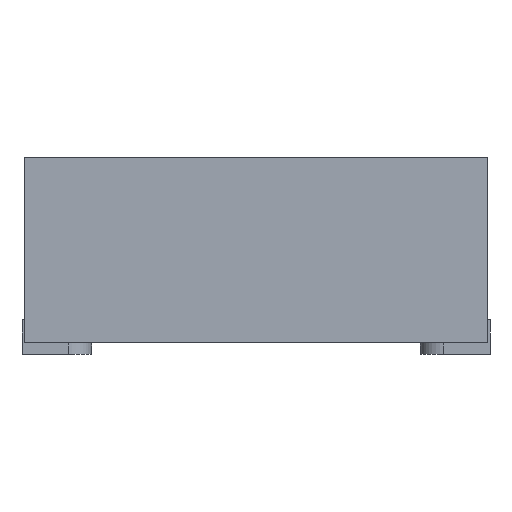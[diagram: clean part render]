
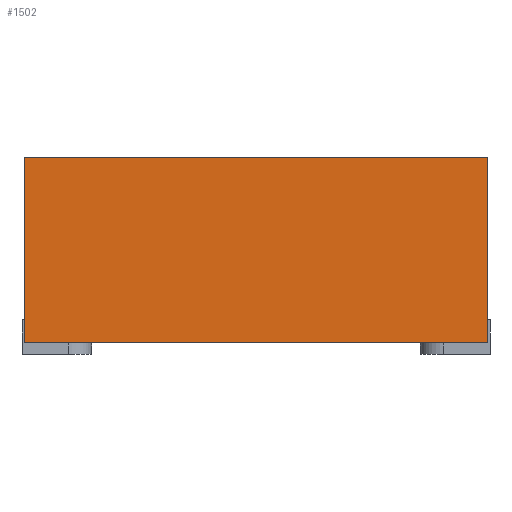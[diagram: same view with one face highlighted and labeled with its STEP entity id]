
A CAD part, front view. The second image highlights one B-rep face of the part: STEP entity #1502.
In plain terms, the highlighted planar face has unit normal (0, -1, 0).
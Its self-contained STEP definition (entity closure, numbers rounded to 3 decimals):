
#163 = CARTESIAN_POINT ( 'NONE',  ( 1., -1., 0. ) ) ;
#273 = VERTEX_POINT ( 'NONE', #3934 ) ;
#342 = DIRECTION ( 'NONE',  ( 1., 0., 0. ) ) ;
#540 = EDGE_CURVE ( 'NONE', #2658, #1683, #885, .T. ) ;
#677 = EDGE_CURVE ( 'NONE', #2658, #273, #3417, .T. ) ;
#792 = LINE ( 'NONE', #2371, #1139 ) ;
#846 = DIRECTION ( 'NONE',  ( 0., 0., -1. ) ) ;
#885 = LINE ( 'NONE', #3641, #3360 ) ;
#1069 = EDGE_LOOP ( 'NONE', ( #1089, #3581, #2020, #2071 ) ) ;
#1089 = ORIENTED_EDGE ( 'NONE', *, *, #3013, .T. ) ;
#1139 = VECTOR ( 'NONE', #3886, 1000. ) ;
#1186 = PLANE ( 'NONE',  #3700 ) ;
#1263 = LINE ( 'NONE', #1876, #2636 ) ;
#1410 = DIRECTION ( 'NONE',  ( 0., 0., 1. ) ) ;
#1502 = ADVANCED_FACE ( 'NONE', ( #3973 ), #1186, .F. ) ;
#1683 = VERTEX_POINT ( 'NONE', #2230 ) ;
#1783 = DIRECTION ( 'NONE',  ( 0., 1., 0. ) ) ;
#1864 = CARTESIAN_POINT ( 'NONE',  ( -1., -1., 0.8 ) ) ;
#1876 = CARTESIAN_POINT ( 'NONE',  ( 1., -1., 0.8 ) ) ;
#2020 = ORIENTED_EDGE ( 'NONE', *, *, #677, .F. ) ;
#2032 = CARTESIAN_POINT ( 'NONE',  ( -1., -1., 0.8 ) ) ;
#2071 = ORIENTED_EDGE ( 'NONE', *, *, #540, .T. ) ;
#2230 = CARTESIAN_POINT ( 'NONE',  ( -1., -1., 0. ) ) ;
#2371 = CARTESIAN_POINT ( 'NONE',  ( -1., -1., 0. ) ) ;
#2562 = EDGE_CURVE ( 'NONE', #273, #3151, #1263, .T. ) ;
#2636 = VECTOR ( 'NONE', #3447, 1000. ) ;
#2658 = VERTEX_POINT ( 'NONE', #3894 ) ;
#3013 = EDGE_CURVE ( 'NONE', #1683, #3151, #792, .T. ) ;
#3151 = VERTEX_POINT ( 'NONE', #163 ) ;
#3168 = VECTOR ( 'NONE', #342, 1000. ) ;
#3360 = VECTOR ( 'NONE', #846, 1000. ) ;
#3417 = LINE ( 'NONE', #1864, #3168 ) ;
#3447 = DIRECTION ( 'NONE',  ( 0., 0., -1. ) ) ;
#3581 = ORIENTED_EDGE ( 'NONE', *, *, #2562, .F. ) ;
#3641 = CARTESIAN_POINT ( 'NONE',  ( -1., -1., 0.8 ) ) ;
#3700 = AXIS2_PLACEMENT_3D ( 'NONE', #2032, #1783, #1410 ) ;
#3886 = DIRECTION ( 'NONE',  ( 1., 0., 0. ) ) ;
#3894 = CARTESIAN_POINT ( 'NONE',  ( -1., -1., 0.8 ) ) ;
#3934 = CARTESIAN_POINT ( 'NONE',  ( 1., -1., 0.8 ) ) ;
#3973 = FACE_OUTER_BOUND ( 'NONE', #1069, .T. ) ;
